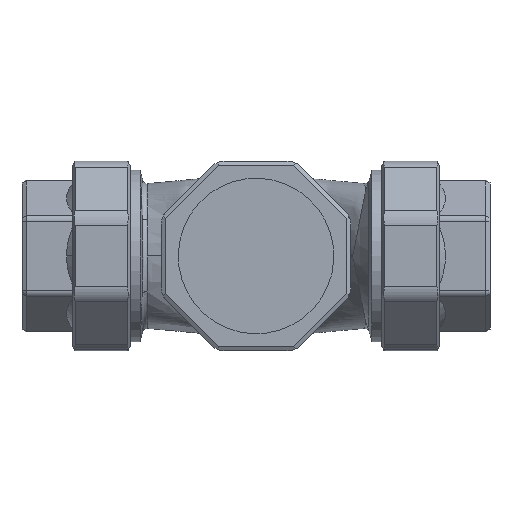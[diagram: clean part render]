
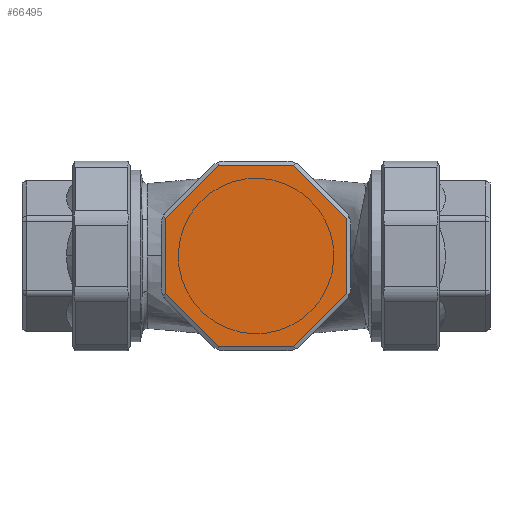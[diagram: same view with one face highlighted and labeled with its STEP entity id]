
A CAD part, front view. The second image highlights one B-rep face of the part: STEP entity #66495.
In plain terms, the highlighted planar face has unit normal (0.004, -1, 0).
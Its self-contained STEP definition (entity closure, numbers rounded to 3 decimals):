
#2253 = VECTOR ( 'NONE', #61714, 1000. ) ;
#12330 = CARTESIAN_POINT ( 'NONE',  ( -45.088, -78.37, -45.135 ) ) ;
#12340 = FACE_OUTER_BOUND ( 'NONE', #96362, .T. ) ;
#12377 = PLANE ( 'NONE',  #81072 ) ;
#12383 = DIRECTION ( 'NONE',  ( -0.004, 1., 0. ) ) ;
#12385 = DIRECTION ( 'NONE',  ( 0.383, 0.001, 0.924 ) ) ;
#42428 = VERTEX_POINT ( 'NONE', #45328 ) ;
#42441 = VERTEX_POINT ( 'NONE', #45354 ) ;
#45328 = CARTESIAN_POINT ( 'NONE',  ( -43.082, -78.363, -17.865 ) ) ;
#45354 = CARTESIAN_POINT ( 'NONE',  ( -43.082, -78.363, 17.865 ) ) ;
#61704 = LINE ( 'NONE', #61710, #2253 ) ;
#61710 = CARTESIAN_POINT ( 'NONE',  ( -30.45, -78.318, -30.497 ) ) ;
#61714 = DIRECTION ( 'NONE',  ( 0.707, 0.003, -0.707 ) ) ;
#62069 = CARTESIAN_POINT ( 'NONE',  ( -43.082, -78.363, -45.135 ) ) ;
#62089 = LINE ( 'NONE', #62069, #70965 ) ;
#62104 = DIRECTION ( 'NONE',  ( 0., 0., -1. ) ) ;
#62816 = LINE ( 'NONE', #62819, #113578 ) ;
#62819 = CARTESIAN_POINT ( 'NONE',  ( -75.585, -78.48, -14.638 ) ) ;
#62822 = DIRECTION ( 'NONE',  ( -0.707, -0.003, -0.707 ) ) ;
#63835 = LINE ( 'NONE', #63883, #119388 ) ;
#63868 = LINE ( 'NONE', #63872, #119325 ) ;
#63872 = CARTESIAN_POINT ( 'NONE',  ( -45.088, -78.37, 43.129 ) ) ;
#63876 = DIRECTION ( 'NONE',  ( -1., -0.004, 0. ) ) ;
#63883 = CARTESIAN_POINT ( 'NONE',  ( 43.176, -78.053, -45.135 ) ) ;
#63887 = DIRECTION ( 'NONE',  ( 0., 0., 1. ) ) ;
#66495 = ADVANCED_FACE ( 'NONE', ( #12340 ), #12377, .F. ) ;
#70965 = VECTOR ( 'NONE', #62104, 1000. ) ;
#81072 = AXIS2_PLACEMENT_3D ( 'NONE', #12330, #12383, #12385 ) ;
#85572 = CARTESIAN_POINT ( 'NONE',  ( 17.911, -78.144, 43.129 ) ) ;
#85608 = CARTESIAN_POINT ( 'NONE',  ( 43.176, -78.053, -17.865 ) ) ;
#85619 = CARTESIAN_POINT ( 'NONE',  ( -17.818, -78.272, -43.129 ) ) ;
#85647 = CARTESIAN_POINT ( 'NONE',  ( 17.911, -78.144, -43.129 ) ) ;
#85648 = CARTESIAN_POINT ( 'NONE',  ( 43.176, -78.053, 17.865 ) ) ;
#85649 = CARTESIAN_POINT ( 'NONE',  ( -17.818, -78.272, 43.129 ) ) ;
#86052 = LINE ( 'NONE', #86053, #98653 ) ;
#86053 = CARTESIAN_POINT ( 'NONE',  ( -14.591, -78.261, -75.632 ) ) ;
#86054 = DIRECTION ( 'NONE',  ( 0.707, 0.003, 0.707 ) ) ;
#86183 = LINE ( 'NONE', #86184, #113501 ) ;
#86184 = CARTESIAN_POINT ( 'NONE',  ( -45.088, -78.37, -43.129 ) ) ;
#86185 = DIRECTION ( 'NONE',  ( 1., 0.004, 0. ) ) ;
#86208 = LINE ( 'NONE', #86212, #113570 ) ;
#86212 = CARTESIAN_POINT ( 'NONE',  ( 30.543, -78.098, 30.497 ) ) ;
#86213 = DIRECTION ( 'NONE',  ( -0.707, -0.003, 0.707 ) ) ;
#93929 = EDGE_CURVE ( 'NONE', #42428, #103810, #61704, .T. ) ;
#93948 = EDGE_CURVE ( 'NONE', #42441, #42428, #62089, .T. ) ;
#96114 = ORIENTED_EDGE ( 'NONE', *, *, #93948, .T. ) ;
#96116 = ORIENTED_EDGE ( 'NONE', *, *, #93929, .T. ) ;
#96118 = ORIENTED_EDGE ( 'NONE', *, *, #114676, .T. ) ;
#96120 = ORIENTED_EDGE ( 'NONE', *, *, #114496, .T. ) ;
#96122 = ORIENTED_EDGE ( 'NONE', *, *, #126156, .T. ) ;
#96124 = ORIENTED_EDGE ( 'NONE', *, *, #114711, .T. ) ;
#96126 = ORIENTED_EDGE ( 'NONE', *, *, #126155, .T. ) ;
#96128 = ORIENTED_EDGE ( 'NONE', *, *, #126081, .T. ) ;
#96362 = EDGE_LOOP ( 'NONE', ( #96114, #96116, #96118, #96120, #96122, #96124, #96126, #96128 ) ) ;
#98653 = VECTOR ( 'NONE', #86054, 1000. ) ;
#103810 = VERTEX_POINT ( 'NONE', #85619 ) ;
#103813 = VERTEX_POINT ( 'NONE', #85647 ) ;
#103816 = VERTEX_POINT ( 'NONE', #85608 ) ;
#103819 = VERTEX_POINT ( 'NONE', #85648 ) ;
#103822 = VERTEX_POINT ( 'NONE', #85572 ) ;
#103825 = VERTEX_POINT ( 'NONE', #85649 ) ;
#113501 = VECTOR ( 'NONE', #86185, 1000. ) ;
#113570 = VECTOR ( 'NONE', #86213, 1000. ) ;
#113578 = VECTOR ( 'NONE', #62822, 1000. ) ;
#114496 = EDGE_CURVE ( 'NONE', #103813, #103816, #86052, .T. ) ;
#114676 = EDGE_CURVE ( 'NONE', #103810, #103813, #86183, .T. ) ;
#114711 = EDGE_CURVE ( 'NONE', #103819, #103822, #86208, .T. ) ;
#119325 = VECTOR ( 'NONE', #63876, 1000. ) ;
#119388 = VECTOR ( 'NONE', #63887, 1000. ) ;
#126081 = EDGE_CURVE ( 'NONE', #103825, #42441, #62816, .T. ) ;
#126155 = EDGE_CURVE ( 'NONE', #103822, #103825, #63868, .T. ) ;
#126156 = EDGE_CURVE ( 'NONE', #103816, #103819, #63835, .T. ) ;
